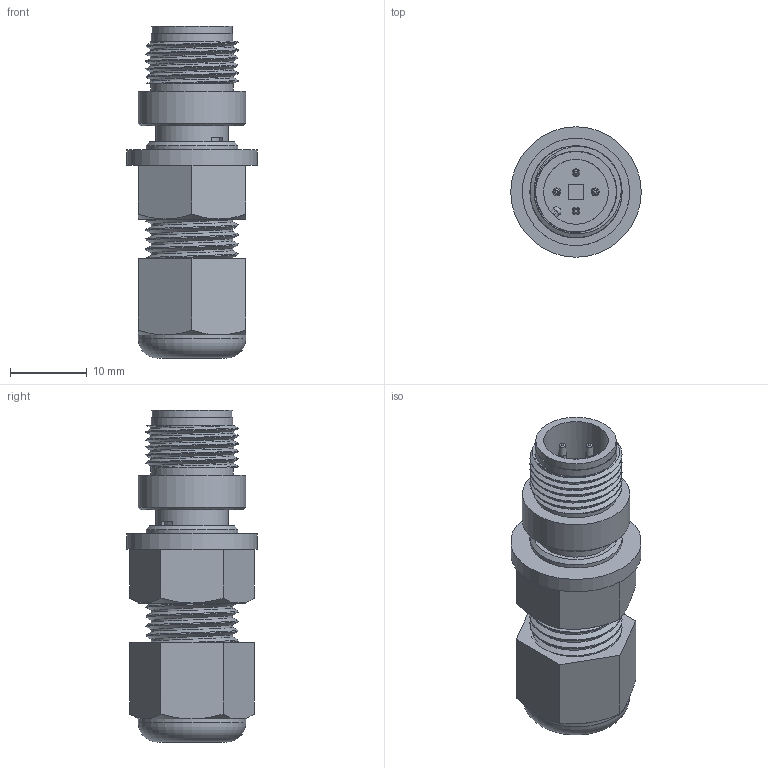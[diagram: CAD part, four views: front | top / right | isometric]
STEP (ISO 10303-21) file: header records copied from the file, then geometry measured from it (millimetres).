
FILE_DESCRIPTION(/* description */ ('Unknown'),/* implementation_level */ '2;1');
FILE_NAME(/* name */ '_PV-C4-P2',/* time_stamp */ '2023-03-30T09:22:55+05:00',/* author */ ('Unknown'),/* organization */ ('Unknown'),/* preprocessor_version */ 'ST-DEVELOPER v16.7',/* originating_system */ 'Solid Edge',/* authorisation */ 'Unknown');
FILE_SCHEMA (('AUTOMOTIVE_DESIGN {1 0 10303 214 3 1 1}'));
Length unit declared in the file: millimetre
Products named in the file (15): 47.008.000 Ðàçúåì öàíãîâûé ðàçáîðíûé ÏÂ-Ö4-Ï2; Ê3.037 Êîëüöî óïëîòíèòåëüíîå; 47.008.100 Âèëêà ðàçúåìà öàíãîâîãî; Â0.106 Âòóëêà; Â0.110 Âòóëêà; Ó0.012 Êîëüöî ïðîôèëüíîå; 10.010.105 Âèëêà ðàçú¸ìà; Êîðïóñ âèëêè ðàçúåìà; Ý0.022 Êîíòàêò_oa_0; Ý0.022 Êîíòàêò_oa_1; Ý0.022 Êîíòàêò_oa_2; Ý0.022 Êîíòàêò_oa_3; Ó2.010 öàíãà; Ê1.059 Ãàéêà íàêèäíàÿ; Òðóáêà ñèëèêîíîâàÿ ìåäèöèíñêàÿ ÒÑÌ-«ÐÒÈ-Ñ» 6õ1,5
Assembly tree (14 placements, depth 4):
  47.008.000 Ðàçúåì öàíãîâûé ðàçáîðíûé ÏÂ-Ö4-Ï2
    Ê3.037 Êîëüöî óïëîòíèòåëüíîå
    47.008.100 Âèëêà ðàçúåìà öàíãîâîãî
      Â0.106 Âòóëêà
      Â0.110 Âòóëêà
      Ó0.012 Êîëüöî ïðîôèëüíîå
      10.010.105 Âèëêà ðàçú¸ìà
        Êîðïóñ âèëêè ðàçúåìà
        Ý0.022 Êîíòàêò_oa_0
        Ý0.022 Êîíòàêò_oa_1
        Ý0.022 Êîíòàêò_oa_2
        Ý0.022 Êîíòàêò_oa_3
    Ó2.010 öàíãà
    Ê1.059 Ãàéêà íàêèäíàÿ
    Òðóáêà ñèëèêîíîâàÿ ìåäèöèíñêàÿ ÒÑÌ-«ÐÒÈ-Ñ» 6õ1,5
Bounding box: 17 x 17 x 43.25 mm (x, y, z)
Volume: 4551.6 mm3; surface area: 7437.1 mm2
Topology: 12 solids, 12 shells, 301 faces, 676 edges, 436 vertices
Faces by surface type: plane 159, cylinder 86, cone 43, torus 9, bspline 4
Full cylindrical faces by diameter (mm): 1 x12, 1.1 x4, 1.2 x4, 1.4 x12, 1.6 x8, 6 x1, 7 x2, 7.771 x1, 8 x1, 8.2 x1, 8.45 x1, 8.8 x1, 9 x2, 9.5 x3, 10.5 x2, 10.6 x1, 10.647 x1, 10.8 x2, 10.917 x2, 12 x1, 14 x2, 17 x1
Entity records: 11228 total; most frequent: CARTESIAN_POINT 3728, DIRECTION 1372, ORIENTED_EDGE 1086, AXIS2_PLACEMENT_3D 583, EDGE_CURVE 543, FACE_BOUND 456, EDGE_LOOP 452, VERTEX_POINT 399
